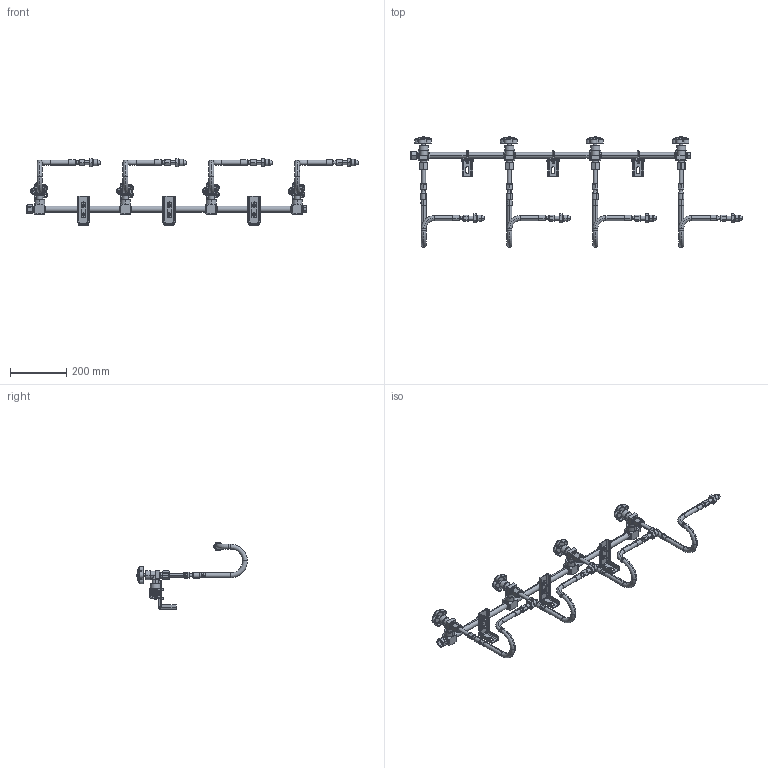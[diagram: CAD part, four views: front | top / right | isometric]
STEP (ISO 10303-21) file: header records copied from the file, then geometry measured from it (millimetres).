
FILE_DESCRIPTION((''),'2;1');
FILE_NAME('M53-48T_ASM','2021-07-19T16:00:29',('CRosado'),('MATHESON TRI-GAS'),'CREO PARAMETRIC BY PTC INC, 2018260','CREO PARAMETRIC BY PTC INC, 2018260','');
FILE_SCHEMA(('CONFIG_CONTROL_DESIGN'));
Length unit declared in the file: inch
Products named in the file (14): MHDR-0121-BF; MHDR-0122-BF; MPLU-0063-SA; MBRA-0537-UE; MCLM-0006-UG; MCNN-0252-BA; MHSE-0203-END; MHSE-0203-FLEX001; MHSE-0203-FLEX_ASM; MHSE-0203-LABEL; MHSE-0203-SA_ASM; MCNN-0767-BA; MBUS-0025-BO; M53-48T_ASM
Assembly tree (27 placements, depth 4):
  M53-48T_ASM
    MHDR-0121-BF
    MHDR-0122-BF
    MPLU-0063-SA
    MBRA-0537-UE  x3
    MCLM-0006-UG  x3
    MCNN-0252-BA  x4
    MHSE-0203-SA_ASM  x4
      MHSE-0203-END
      MHSE-0203-FLEX_ASM
        MHSE-0203-FLEX001
      MHSE-0203-LABEL
    MCNN-0767-BA  x4
    MBUS-0025-BO
Bounding box: 1178.92 x 393.97 x 237.62 mm (x, y, z)
Volume: 493946 mm3; surface area: 915447.3 mm2
Topology: 39 solids, 44 shells, 3121 faces, 8453 edges, 5455 vertices
Faces by surface type: cylinder 1012, cone 786, plane 767, bspline 310, torus 226, sphere 20
Entity records: 93550 total; most frequent: CARTESIAN_POINT 38895, ORIENTED_EDGE 12296, DIRECTION 10292, EDGE_CURVE 6189, AXIS2_PLACEMENT_3D 4304, VERTEX_POINT 4081, EDGE_LOOP 2430, CIRCLE 2348
